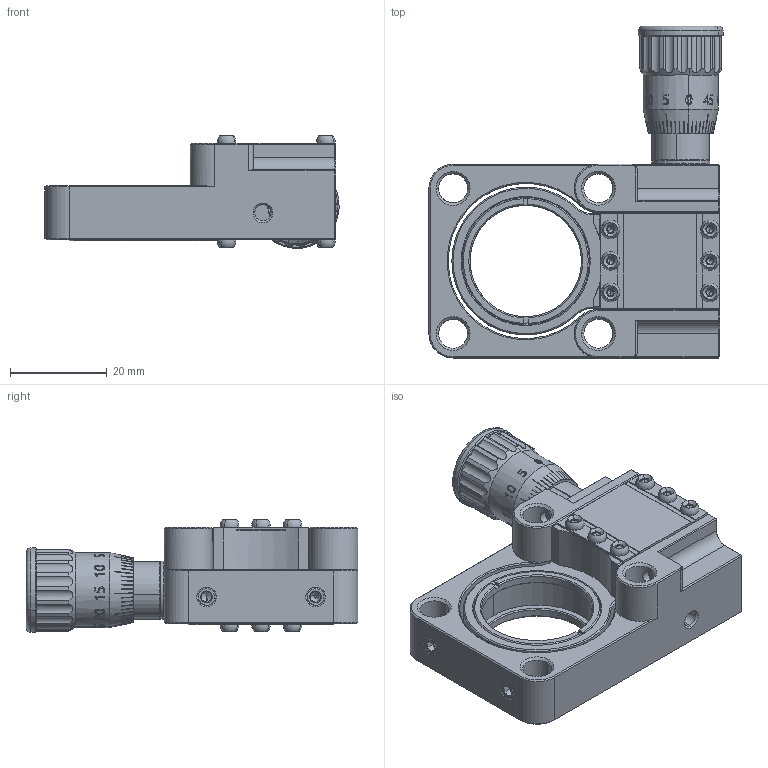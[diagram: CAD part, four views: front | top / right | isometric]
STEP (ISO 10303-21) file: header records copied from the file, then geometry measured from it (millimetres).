
FILE_DESCRIPTION (( 'STEP AP214' ), '1' );
FILE_NAME ('2.2.3.27_L30T-PZ_30mm笼式系统Z轴平移安装座，带微分头驱动，用于φ1英寸光学元件，附带2个SM1卡环.STEP', '2021-07-21T04:57:09', ( 'Microsoft' ), ( 'Microsoft' ), 'SwSTEP 2.0', 'SolidWorks 2018', '' );
FILE_SCHEMA (( 'AUTOMOTIVE_DESIGN' ));
Length unit declared in the file: millimetre
Products named in the file (1): 2.2.3.27_L30T-PZ_30mm笼式系统Z轴平移安装座，带微分头驱动，用于φ1英寸光学元件，附带2个SM1卡环
Bounding box: 60.75 x 68.5 x 23.3 mm (x, y, z)
Surface area: 15675.1 mm2 (no closed solid volume)
Topology: 0 solids, 74 shells, 730 faces, 2771 edges, 1991 vertices
Faces by surface type: plane 347, cone 195, cylinder 147, sphere 24, bspline 15, torus 2
Entity records: 44460 total; most frequent: CARTESIAN_POINT 15019, DIRECTION 4190, ORIENTED_EDGE 4096, EDGE_CURVE 2685, VERTEX_POINT 1955, AXIS2_PLACEMENT_3D 1479, LINE 1232, VECTOR 1232
